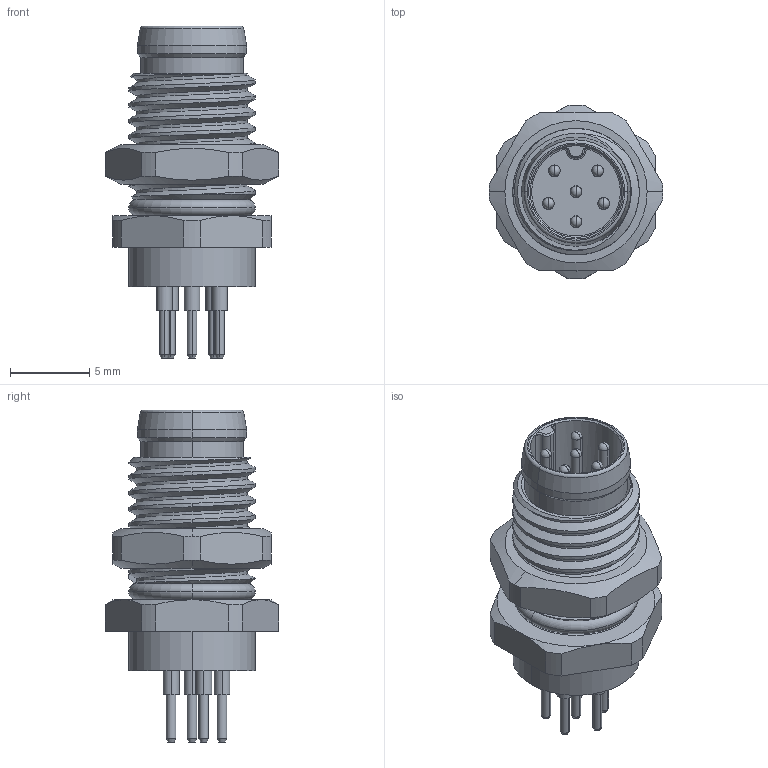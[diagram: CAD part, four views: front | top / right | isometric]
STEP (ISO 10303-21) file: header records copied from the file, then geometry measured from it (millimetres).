
FILE_DESCRIPTION((''),'2;1');
FILE_NAME('PRT0001','2023-06-07T',('gongchengVI'),(''),'PRO/ENGINEER BY PARAMETRIC TECHNOLOGY CORPORATION, 2010280','PRO/ENGINEER BY PARAMETRIC TECHNOLOGY CORPORATION, 2010280','');
FILE_SCHEMA(('CONFIG_CONTROL_DESIGN'));
Length unit declared in the file: millimetre
Products named in the file (1): PRT0001
Bounding box: 11 x 10.99 x 21 mm (x, y, z)
Surface area: 2407.9 mm2 (no closed solid volume)
Topology: 0 solids, 11 shells, 431 faces, 961 edges, 589 vertices
Faces by surface type: cylinder 185, plane 118, cone 89, torus 15, bspline 12, sphere 12
Entity records: 15357 total; most frequent: CARTESIAN_POINT 5612, DIRECTION 2170, ORIENTED_EDGE 1898, EDGE_CURVE 949, AXIS2_PLACEMENT_3D 894, VERTEX_POINT 589, EDGE_LOOP 498, CIRCLE 475
